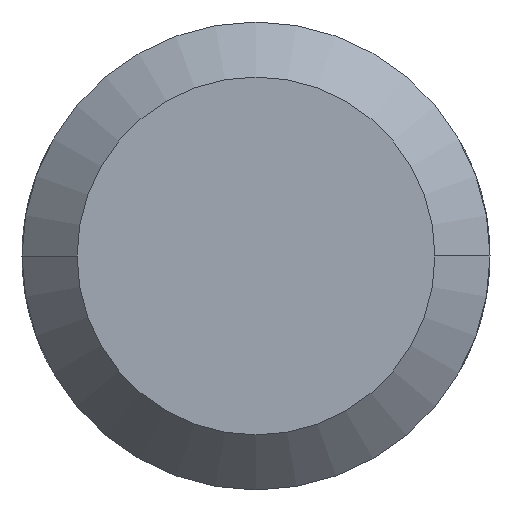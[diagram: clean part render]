
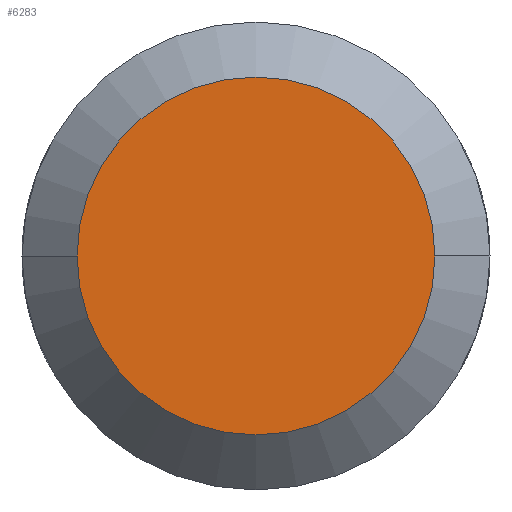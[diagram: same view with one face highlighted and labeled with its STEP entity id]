
A CAD part, front view. The second image highlights one B-rep face of the part: STEP entity #6283.
In plain terms, the highlighted planar face has unit normal (0, -1, 0).
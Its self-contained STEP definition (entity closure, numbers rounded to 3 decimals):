
#340 = CARTESIAN_POINT ( 'NONE',  ( -6.5, -27.5, 0. ) ) ;
#371 = EDGE_LOOP ( 'NONE', ( #8228, #5749 ) ) ;
#417 = DIRECTION ( 'NONE',  ( 0., 1., 0. ) ) ;
#485 = CIRCLE ( 'NONE', #4374, 6.5 ) ;
#1008 = AXIS2_PLACEMENT_3D ( 'NONE', #5819, #1815, #7884 ) ;
#1435 = VERTEX_POINT ( 'NONE', #8057 ) ;
#1580 = DIRECTION ( 'NONE',  ( 0., -1., 0. ) ) ;
#1815 = DIRECTION ( 'NONE',  ( 0., -1., 0. ) ) ;
#1932 = EDGE_CURVE ( 'NONE', #5324, #1435, #8059, .T. ) ;
#2772 = AXIS2_PLACEMENT_3D ( 'NONE', #7712, #417, #6402 ) ;
#3102 = PLANE ( 'NONE',  #2772 ) ;
#4230 = CARTESIAN_POINT ( 'NONE',  ( 0., -27.5, 0. ) ) ;
#4374 = AXIS2_PLACEMENT_3D ( 'NONE', #4230, #1580, #6225 ) ;
#5324 = VERTEX_POINT ( 'NONE', #340 ) ;
#5749 = ORIENTED_EDGE ( 'NONE', *, *, #6031, .T. ) ;
#5819 = CARTESIAN_POINT ( 'NONE',  ( 0., -27.5, 0. ) ) ;
#6031 = EDGE_CURVE ( 'NONE', #1435, #5324, #485, .T. ) ;
#6225 = DIRECTION ( 'NONE',  ( -1., 0., 0. ) ) ;
#6283 = ADVANCED_FACE ( 'NONE', ( #8127 ), #3102, .F. ) ;
#6402 = DIRECTION ( 'NONE',  ( -1., 0., 0. ) ) ;
#7712 = CARTESIAN_POINT ( 'NONE',  ( 0., -27.5, 0. ) ) ;
#7884 = DIRECTION ( 'NONE',  ( -1., 0., 0. ) ) ;
#8057 = CARTESIAN_POINT ( 'NONE',  ( 6.5, -27.5, 0. ) ) ;
#8059 = CIRCLE ( 'NONE', #1008, 6.5 ) ;
#8127 = FACE_OUTER_BOUND ( 'NONE', #371, .T. ) ;
#8228 = ORIENTED_EDGE ( 'NONE', *, *, #1932, .T. ) ;
